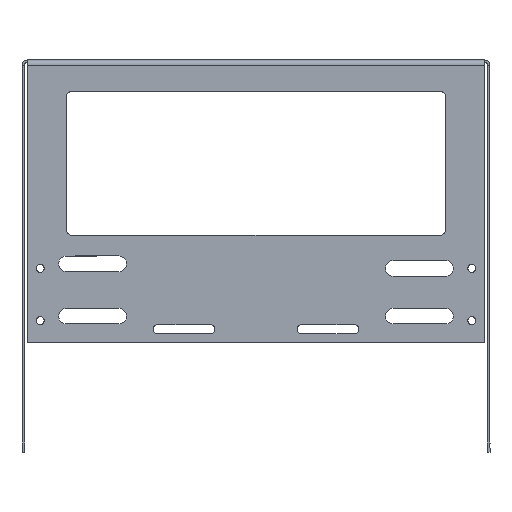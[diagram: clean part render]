
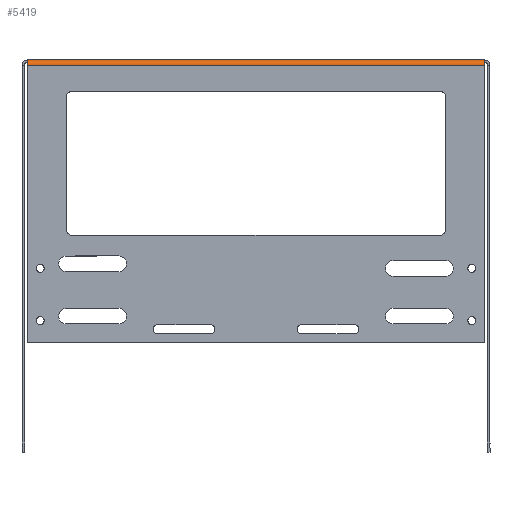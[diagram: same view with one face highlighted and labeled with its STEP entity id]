
A CAD part, left-side view. The second image highlights one B-rep face of the part: STEP entity #5419.
In plain terms, the highlighted cylindrical face has radius 2 mm (diameter 4 mm), a partial arc.
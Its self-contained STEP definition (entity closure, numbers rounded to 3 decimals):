
#533=FACE_OUTER_BOUND('',#923,.T.);
#923=EDGE_LOOP('',(#4829,#4830,#4831,#4832));
#1424=LINE('',#9068,#1890);
#1425=LINE('',#9070,#1891);
#1890=VECTOR('',#7506,10.);
#1891=VECTOR('',#7509,10.);
#2203=CIRCLE('',#5984,2.);
#2204=CIRCLE('',#5985,2.);
#2283=VERTEX_POINT('',#7787);
#2310=VERTEX_POINT('',#7845);
#2707=VERTEX_POINT('',#9066);
#2708=VERTEX_POINT('',#9067);
#3452=EDGE_CURVE('',#2707,#2708,#1424,.T.);
#3453=EDGE_CURVE('',#2283,#2707,#2203,.T.);
#3454=EDGE_CURVE('',#2310,#2283,#1425,.T.);
#3455=EDGE_CURVE('',#2708,#2310,#2204,.T.);
#4829=ORIENTED_EDGE('',*,*,#3452,.F.);
#4830=ORIENTED_EDGE('',*,*,#3453,.F.);
#4831=ORIENTED_EDGE('',*,*,#3454,.F.);
#4832=ORIENTED_EDGE('',*,*,#3455,.F.);
#5167=CYLINDRICAL_SURFACE('',#5983,2.);
#5419=ADVANCED_FACE('',(#533),#5167,.T.);
#5983=AXIS2_PLACEMENT_3D('',#9065,#7504,#7505);
#5984=AXIS2_PLACEMENT_3D('',#9069,#7507,#7508);
#5985=AXIS2_PLACEMENT_3D('',#9071,#7510,#7511);
#7504=DIRECTION('center_axis',(0.,-1.,0.));
#7505=DIRECTION('ref_axis',(0.,0.,1.));
#7506=DIRECTION('',(0.,1.,0.));
#7507=DIRECTION('center_axis',(0.,-1.,0.));
#7508=DIRECTION('ref_axis',(0.,0.,1.));
#7509=DIRECTION('',(0.,-1.,0.));
#7510=DIRECTION('center_axis',(0.,1.,0.));
#7511=DIRECTION('ref_axis',(-1.,0.,0.));
#7787=CARTESIAN_POINT('',(-46.5,-222.6,1.));
#7845=CARTESIAN_POINT('',(-46.5,-47.537,1.));
#9065=CARTESIAN_POINT('Origin',(-46.5,-135.069,-1.));
#9066=CARTESIAN_POINT('',(-48.5,-222.6,-1.));
#9067=CARTESIAN_POINT('',(-48.5,-47.537,-1.));
#9068=CARTESIAN_POINT('',(-48.5,-135.069,-1.));
#9069=CARTESIAN_POINT('Origin',(-46.5,-222.6,-1.));
#9070=CARTESIAN_POINT('',(-46.5,-47.537,1.));
#9071=CARTESIAN_POINT('Origin',(-46.5,-47.537,-1.));
